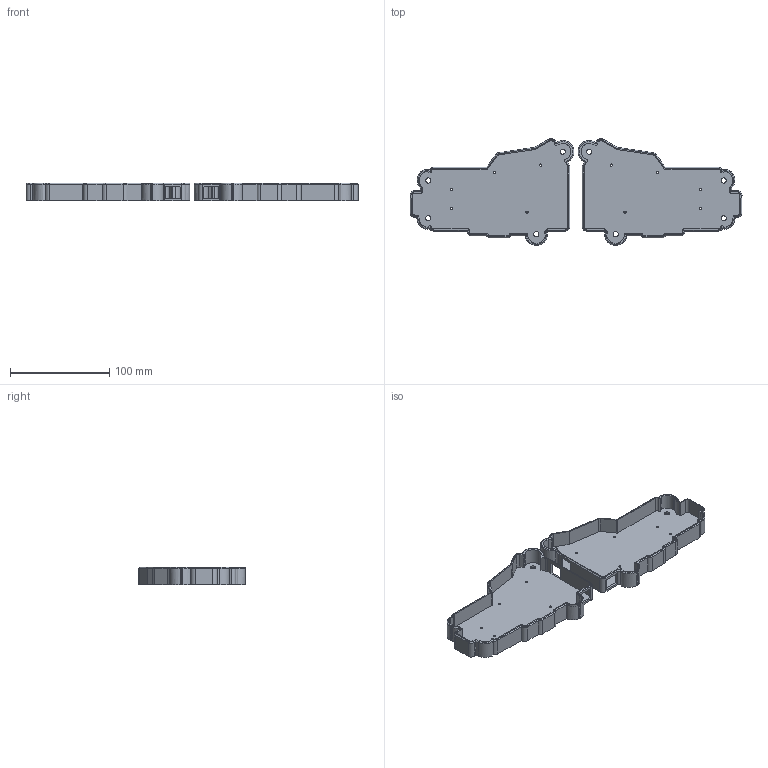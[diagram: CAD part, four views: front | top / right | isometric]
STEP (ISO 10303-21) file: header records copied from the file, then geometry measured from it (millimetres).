
FILE_DESCRIPTION(/* description */ ('Unknown'),/* implementation_level */ '2;1');
FILE_NAME(/* name */ 'jorne tilted case complete',/* time_stamp */ '2020-07-16T02:12:50+02:00',/* author */ ('Unknown'),/* organization */ ('Unknown'),/* preprocessor_version */ 'ST-DEVELOPER v16.7',/* originating_system */ 'Solid Edge',/* authorisation */ 'Unknown');
FILE_SCHEMA (('AUTOMOTIVE_DESIGN {1 0 10303 214 3 1 1}'));
Length unit declared in the file: millimetre
Products named in the file (3): Asm2; jorne tilted case alex 2; jorne-tilted case alex
Assembly tree (2 placements, depth 2):
  Asm2
    jorne tilted case alex 2
    jorne-tilted case alex
Bounding box: 334.68 x 107.69 x 18.02 mm (x, y, z)
Volume: 41901.3 mm3; surface area: 80961.8 mm2
Topology: 1 solids, 2 shells, 325 faces, 888 edges, 558 vertices
Faces by surface type: plane 136, cylinder 86, bspline 79, cone 24
Full cylindrical faces by diameter (mm): 5.2 x8
Entity records: 18188 total; most frequent: CARTESIAN_POINT 10359, ORIENTED_EDGE 1744, DIRECTION 1378, EDGE_CURVE 874, VERTEX_POINT 558, LINE 496, VECTOR 496, AXIS2_PLACEMENT_3D 441
